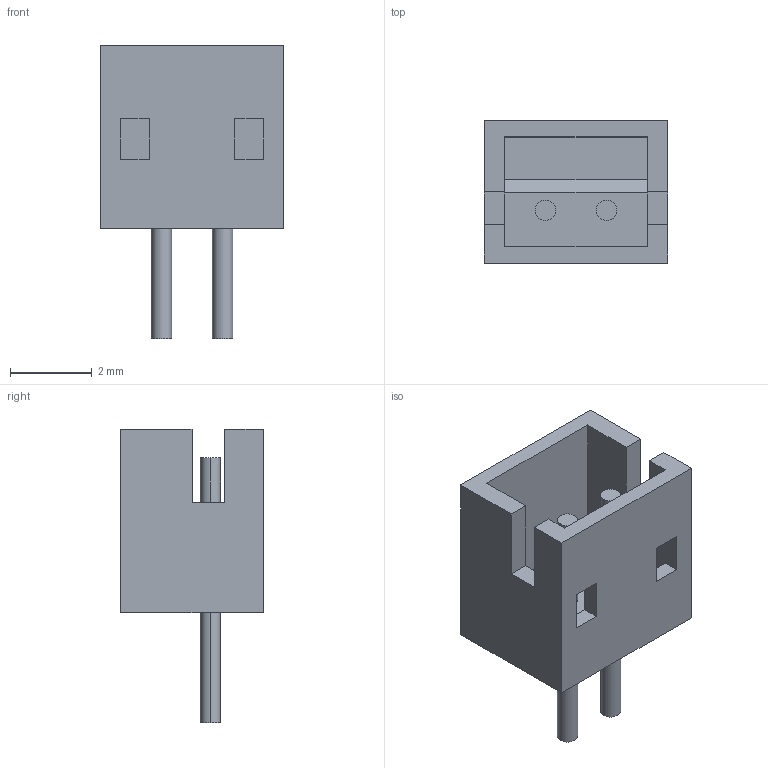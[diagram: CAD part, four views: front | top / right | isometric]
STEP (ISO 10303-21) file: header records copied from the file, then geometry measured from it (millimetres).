
FILE_DESCRIPTION((''),'2;1');
FILE_NAME('JST_B2B-ZR(LF)(SN).stp','2014-08-26T15:34:40',(''),(''),'Mechanical Desktop 2011','Mechanical Desktop 2011',', , ');
FILE_SCHEMA(('AUTOMOTIVE_DESIGN { 1 2 10303 214 1 1 1 1 }'));
Length unit declared in the file: millimetre
Products named in the file (1): Product
Bounding box: 4.5 x 3.5 x 7.2 mm (x, y, z)
Volume: 40.3 mm3; surface area: 159.5 mm2
Topology: 5 solids, 5 shells, 42 faces, 102 edges, 68 vertices
Faces by surface type: plane 34, cylinder 8
Entity records: 1278 total; most frequent: CARTESIAN_POINT 213, DIRECTION 204, ORIENTED_EDGE 204, EDGE_CURVE 102, VECTOR 86, LINE 86, VERTEX_POINT 68, AXIS2_PLACEMENT_3D 59
